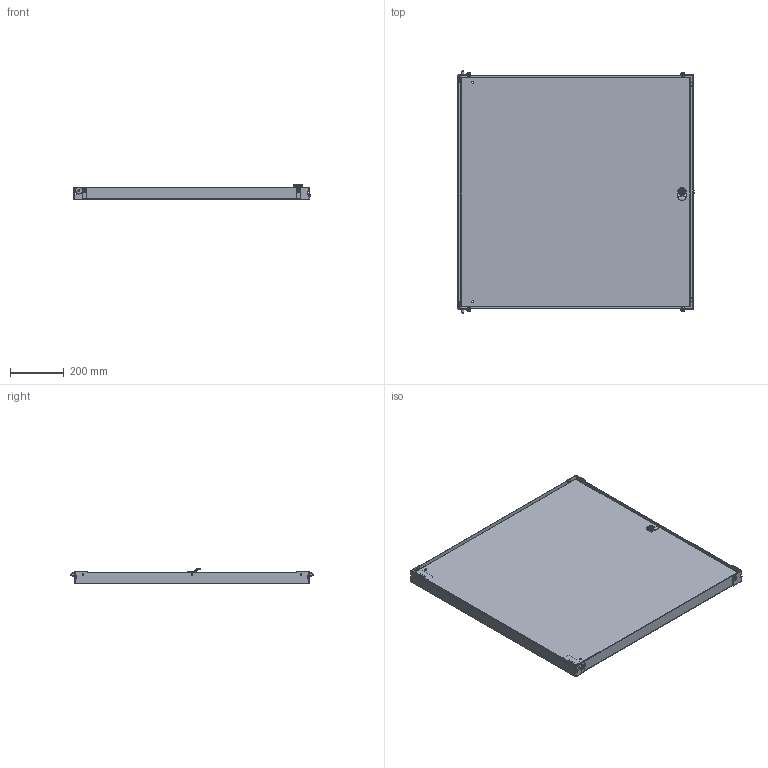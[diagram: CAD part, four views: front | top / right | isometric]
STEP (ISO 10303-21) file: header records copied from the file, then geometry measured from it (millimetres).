
FILE_DESCRIPTION(/* description */ ('SWNG. PNL. BKT.,HINGE SIDE,36"'),/* implementation_level */ '2;1');
FILE_NAME(/* name */ 'HFWNSP3636C.stp',/* time_stamp */ '2014-08-25T12:07:58+06:00',/* author */ ('ps'),/* organization */ (''),/* preprocessor_version */ 'ST-DEVELOPER v15.2',/* originating_system */ 'Autodesk Inventor 2014',/* authorisation */ '');
FILE_SCHEMA (('AUTOMOTIVE_DESIGN { 1 0 10303 214 3 1 1 }'));
Length unit declared in the file: inch
Products named in the file (16): HFWNSP36CBKHS; HFW3190; 37288; HFWNSP36CTB; HFWNSP36CBKLS; HFWNSP3636CPNL; HFW328156; HFW328157; HFW3762; wkb59938154_no0; 1-100-1-1; 1-100-2; 200-9113(1-142-P9)_GDZn verchromt; 200-0424_Stahl, verzinkt; 200-9001-200-9113-200-0424(28113_7,2,45181124); HFWNSP3636C
Bounding box: 881.3 x 904.28 x 58.56 mm (x, y, z)
Volume: 1885527.1 mm3; surface area: 2022805.1 mm2
Topology: 28 solids, 29 shells, 1013 faces, 2806 edges, 1835 vertices
Faces by surface type: plane 675, cylinder 251, bspline 33, cone 31, torus 19, sphere 4
Full cylindrical faces by diameter (mm): 4.134 x1, 5 x1, 6.343 x1, 6.35 x16, 6.629 x2, 7.144 x4, 7.938 x4, 8.331 x4, 9.9 x1, 10 x1, 10.319 x8, 12.7 x3, 12.8 x1, 13.3 x1, 13.5 x1, 16 x1, 16.1 x1, 19.294 x1, 19.5 x1, 23.6 x2, 24 x2, 25.4 x2, 28 x1, 28.5 x1
Entity records: 28406 total; most frequent: CARTESIAN_POINT 12283, ORIENTED_EDGE 3212, DIRECTION 3128, EDGE_CURVE 1606, LINE 1066, VECTOR 1066, VERTEX_POINT 1058, AXIS2_PLACEMENT_3D 1031
